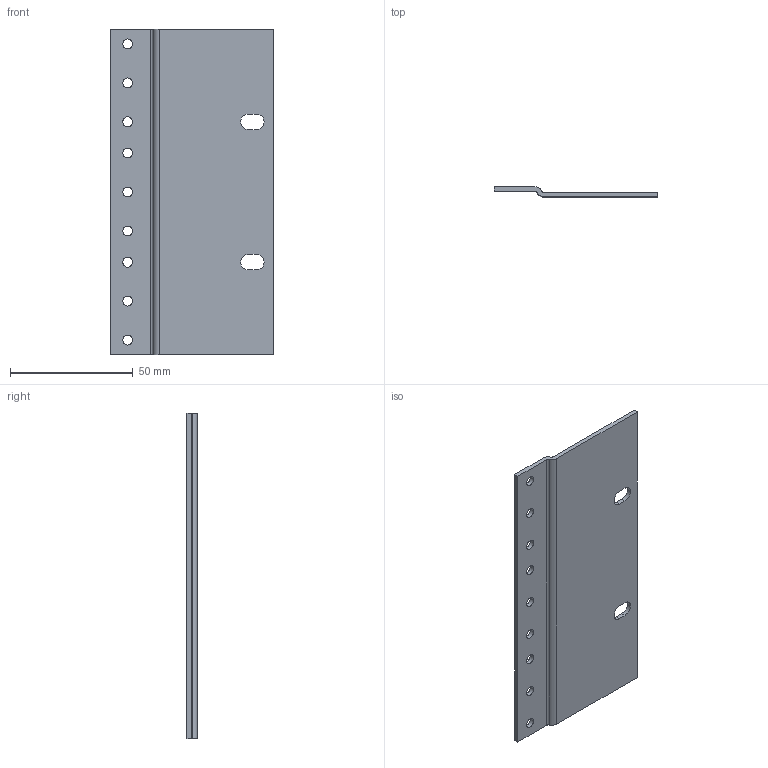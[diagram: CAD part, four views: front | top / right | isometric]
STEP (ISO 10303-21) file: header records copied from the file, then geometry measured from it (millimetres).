
FILE_DESCRIPTION (( 'STEP AP214' ), '1' );
FILE_NAME ('PA2319005BK1.STEP', '2020-11-04T23:25:10', ( '' ), ( '' ), 'SwSTEP 2.0', 'SolidWorks 2019', '' );
FILE_SCHEMA (( 'AUTOMOTIVE_DESIGN' ));
Length unit declared in the file: inch
Products named in the file (1): PA2319005BK1
Bounding box: 66.67 x 4.11 x 132.54 mm (x, y, z)
Volume: 15990.5 mm3; surface area: 18524.5 mm2
Topology: 1 solids, 1 shells, 29 faces, 81 edges, 54 vertices
Faces by surface type: cylinder 17, plane 12
Full cylindrical faces by diameter (mm): 4.039 x9
Entity records: 988 total; most frequent: DIRECTION 166, CARTESIAN_POINT 156, ORIENTED_EDGE 144, EDGE_CURVE 72, AXIS2_PLACEMENT_3D 64, EDGE_LOOP 60, VERTEX_POINT 54, LINE 38
